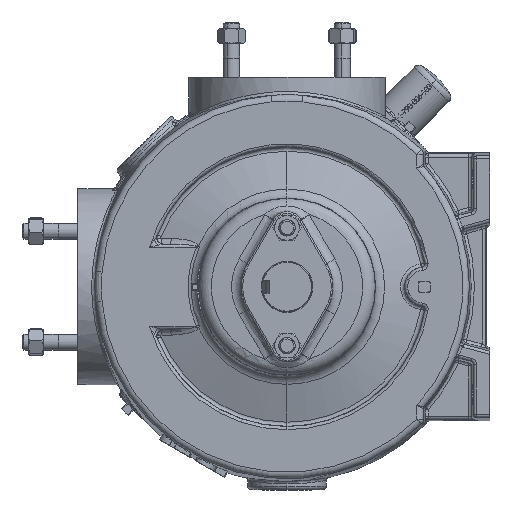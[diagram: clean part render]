
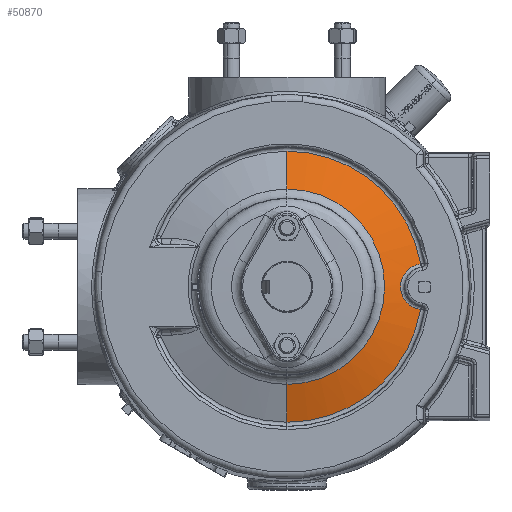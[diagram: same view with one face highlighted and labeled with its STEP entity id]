
A CAD part, left-side view. The second image highlights one B-rep face of the part: STEP entity #50870.
In plain terms, the highlighted conical face has half-angle 72 degrees and reference radius 131.558 mm.
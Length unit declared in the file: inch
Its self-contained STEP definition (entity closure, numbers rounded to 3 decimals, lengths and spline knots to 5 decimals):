
#894 = DIRECTION ( 'NONE',  ( 1., 0., 0. ) ) ;
#1727 = DIRECTION ( 'NONE',  ( 0.309, 0., 0.951 ) ) ;
#4265 = CARTESIAN_POINT ( 'NONE',  ( -6.70519, -4.76589, -0.75195 ) ) ;
#4869 = CARTESIAN_POINT ( 'NONE',  ( -6.85505, -4.35969, -0.18615 ) ) ;
#5050 = CARTESIAN_POINT ( 'NONE',  ( -7.06, 0., 0. ) ) ;
#5485 = CARTESIAN_POINT ( 'NONE',  ( -6.80175, -4.49956, 0.50519 ) ) ;
#5568 = ORIENTED_EDGE ( 'NONE', *, *, #34731, .F. ) ;
#9164 = LINE ( 'NONE', #169398, #42889 ) ;
#14981 = CIRCLE ( 'NONE', #168873, 5.17946 ) ;
#17608 = ORIENTED_EDGE ( 'NONE', *, *, #34992, .F. ) ;
#18682 = CARTESIAN_POINT ( 'NONE',  ( -6.75039, -4.6391, -0.65964 ) ) ;
#19289 = CARTESIAN_POINT ( 'NONE',  ( -6.86277, -4.33986, -0.05301 ) ) ;
#19464 = DIRECTION ( 'NONE',  ( 0., 0., -1. ) ) ;
#19927 = CARTESIAN_POINT ( 'NONE',  ( -6.76369, -4.60254, 0.62587 ) ) ;
#23530 = AXIS2_PLACEMENT_3D ( 'NONE', #154212, #68219, #168689 ) ;
#29267 = VERTEX_POINT ( 'NONE', #93978 ) ;
#31998 = LINE ( 'NONE', #173793, #175783 ) ;
#33138 = CARTESIAN_POINT ( 'NONE',  ( -6.78373, -4.54809, -0.56571 ) ) ;
#33762 = CARTESIAN_POINT ( 'NONE',  ( -6.8622, -4.34132, 0.05596 ) ) ;
#34381 = CARTESIAN_POINT ( 'NONE',  ( -6.72037, -4.72292, 0.72442 ) ) ;
#34731 = EDGE_CURVE ( 'NONE', #96427, #101249, #31998, .T. ) ;
#34992 = EDGE_CURVE ( 'NONE', #98136, #29267, #132877, .T. ) ;
#42889 = VECTOR ( 'NONE', #155567, 39.37008 ) ;
#47001 = CARTESIAN_POINT ( 'NONE',  ( -6.62362, -5.00395, -0.85142 ) ) ;
#47609 = CARTESIAN_POINT ( 'NONE',  ( -6.80179, -4.49951, -0.50306 ) ) ;
#48215 = CARTESIAN_POINT ( 'NONE',  ( -6.85869, -4.35033, 0.13658 ) ) ;
#48821 = CARTESIAN_POINT ( 'NONE',  ( -6.6728, -4.85901, 0.80072 ) ) ;
#50870 = ADVANCED_FACE ( 'NONE', ( #52622 ), #144810, .T. ) ;
#51913 = EDGE_CURVE ( 'NONE', #96427, #111633, #88409, .T. ) ;
#52622 = FACE_OUTER_BOUND ( 'NONE', #134813, .T. ) ;
#56228 = EDGE_CURVE ( 'NONE', #111633, #29267, #9164, .T. ) ;
#61404 = CARTESIAN_POINT ( 'NONE',  ( -6.58996, -5.10592, -0.8697 ) ) ;
#62023 = CARTESIAN_POINT ( 'NONE',  ( -6.82332, -4.44232, -0.41286 ) ) ;
#62637 = CARTESIAN_POINT ( 'NONE',  ( -6.84707, -4.38029, 0.26725 ) ) ;
#63262 = CARTESIAN_POINT ( 'NONE',  ( -6.6235, -5.00431, 0.85147 ) ) ;
#68219 = DIRECTION ( 'NONE',  ( 1., 0., 0. ) ) ;
#70209 = AXIS2_PLACEMENT_3D ( 'NONE', #5050, #105525, #19464 ) ;
#75449 = CARTESIAN_POINT ( 'NONE',  ( -6.58996, 0., 0. ) ) ;
#75854 = CARTESIAN_POINT ( 'NONE',  ( -6.65698, -4.90534, -0.81878 ) ) ;
#76459 = CARTESIAN_POINT ( 'NONE',  ( -6.84356, -4.38943, -0.29034 ) ) ;
#77056 = CARTESIAN_POINT ( 'NONE',  ( -6.8315, -4.4209, 0.36735 ) ) ;
#77680 = CARTESIAN_POINT ( 'NONE',  ( -6.58996, -5.10592, 0.8697 ) ) ;
#77988 = EDGE_CURVE ( 'NONE', #98136, #152856, #87451, .T. ) ;
#86849 = CARTESIAN_POINT ( 'NONE',  ( -6.58996, 0., 0. ) ) ;
#87451 = B_SPLINE_CURVE_WITH_KNOTS ( 'NONE', 3,
 ( #61404, #147476, #47001, #161875, #75854, #176347, #90209, #4265, #104761, #18682, #119252, #33138, #133615, #47609, #148082, #62023, #162488, #76459, #176959, #90831, #4869, #105357, #19289, #119873, #33762, #134232, #48215, #148705, #62637, #163112, #77056, #177580, #91445, #5485, #105971, #19927, #120492, #34381, #134859, #48821, #149307, #63262, #163708, #77680 ),
 .UNSPECIFIED., .F., .F.,
 ( 4, 2, 2, 2, 2, 2, 2, 2, 2, 2, 2, 2, 2, 2, 2, 2, 2, 2, 2, 2, 2, 4 ),
 ( 0., 0.00414, 0.00622, 0.00829, 0.01243, 0.01658, 0.01865, 0.02072, 0.02487, 0.02694, 0.02901, 0.03316, 0.03523, 0.0373, 0.04145, 0.04352, 0.04559, 0.04974, 0.05388, 0.05803, 0.06217, 0.06632 ),
 .UNSPECIFIED. ) ;
#88409 = CIRCLE ( 'NONE', #70209, 3.73283 ) ;
#88511 = CARTESIAN_POINT ( 'NONE',  ( -7.06, 0., -3.73283 ) ) ;
#88866 = CARTESIAN_POINT ( 'NONE',  ( -7.06, 0., 3.73283 ) ) ;
#90209 = CARTESIAN_POINT ( 'NONE',  ( -6.68137, -4.83437, -0.78788 ) ) ;
#90831 = CARTESIAN_POINT ( 'NONE',  ( -6.85265, -4.36588, -0.21248 ) ) ;
#91445 = CARTESIAN_POINT ( 'NONE',  ( -6.81749, -4.45777, 0.438 ) ) ;
#93978 = CARTESIAN_POINT ( 'NONE',  ( -6.58996, 0., -5.17946 ) ) ;
#96427 = VERTEX_POINT ( 'NONE', #88866 ) ;
#98136 = VERTEX_POINT ( 'NONE', #117104 ) ;
#101249 = VERTEX_POINT ( 'NONE', #110785 ) ;
#101372 = DIRECTION ( 'NONE',  ( 0., 0., -1. ) ) ;
#103113 = DIRECTION ( 'NONE',  ( 1., 0., 0. ) ) ;
#103310 = ORIENTED_EDGE ( 'NONE', *, *, #51913, .T. ) ;
#104761 = CARTESIAN_POINT ( 'NONE',  ( -6.72062, -4.72223, -0.72401 ) ) ;
#105357 = CARTESIAN_POINT ( 'NONE',  ( -6.86082, -4.34484, -0.10668 ) ) ;
#105525 = DIRECTION ( 'NONE',  ( 1., 0., 0. ) ) ;
#105971 = CARTESIAN_POINT ( 'NONE',  ( -6.78989, -4.53132, 0.5473 ) ) ;
#110785 = CARTESIAN_POINT ( 'NONE',  ( -6.58996, 0., 5.17946 ) ) ;
#111633 = VERTEX_POINT ( 'NONE', #88511 ) ;
#117104 = CARTESIAN_POINT ( 'NONE',  ( -6.58996, -5.10592, -0.8697 ) ) ;
#117986 = ORIENTED_EDGE ( 'NONE', *, *, #56228, .T. ) ;
#119252 = CARTESIAN_POINT ( 'NONE',  ( -6.76434, -4.60077, -0.62408 ) ) ;
#119873 = CARTESIAN_POINT ( 'NONE',  ( -6.86272, -4.33998, 0.02853 ) ) ;
#120492 = CARTESIAN_POINT ( 'NONE',  ( -6.74973, -4.64093, 0.66117 ) ) ;
#126774 = EDGE_CURVE ( 'NONE', #101249, #152856, #14981, .T. ) ;
#132877 = CIRCLE ( 'NONE', #23530, 5.17946 ) ;
#133615 = CARTESIAN_POINT ( 'NONE',  ( -6.78993, -4.53134, -0.54542 ) ) ;
#134232 = CARTESIAN_POINT ( 'NONE',  ( -6.86018, -4.3465, 0.10991 ) ) ;
#134813 = EDGE_LOOP ( 'NONE', ( #5568, #103310, #117986, #17608, #139101, #181393 ) ) ;
#134859 = CARTESIAN_POINT ( 'NONE',  ( -6.70496, -4.76653, 0.75237 ) ) ;
#139101 = ORIENTED_EDGE ( 'NONE', *, *, #77988, .T. ) ;
#141206 = CARTESIAN_POINT ( 'NONE',  ( -6.58996, -5.10592, 0.8697 ) ) ;
#144810 = CONICAL_SURFACE ( 'NONE', #151832, 5.17946, 1.257 ) ;
#147476 = CARTESIAN_POINT ( 'NONE',  ( -6.60683, -5.05443, -0.86277 ) ) ;
#148082 = CARTESIAN_POINT ( 'NONE',  ( -6.80747, -4.48437, -0.4809 ) ) ;
#148705 = CARTESIAN_POINT ( 'NONE',  ( -6.85283, -4.36543, 0.21569 ) ) ;
#149307 = CARTESIAN_POINT ( 'NONE',  ( -6.65649, -4.90659, 0.82044 ) ) ;
#151832 = AXIS2_PLACEMENT_3D ( 'NONE', #75449, #103113, #162084 ) ;
#152856 = VERTEX_POINT ( 'NONE', #141206 ) ;
#154212 = CARTESIAN_POINT ( 'NONE',  ( -6.58996, 0., 0. ) ) ;
#155567 = DIRECTION ( 'NONE',  ( 0.309, 0., -0.951 ) ) ;
#161875 = CARTESIAN_POINT ( 'NONE',  ( -6.64867, -4.92975, -0.82776 ) ) ;
#162084 = DIRECTION ( 'NONE',  ( 0., 0., -1. ) ) ;
#162488 = CARTESIAN_POINT ( 'NONE',  ( -6.83238, -4.41856, -0.36524 ) ) ;
#163112 = CARTESIAN_POINT ( 'NONE',  ( -6.8357, -4.40992, 0.3428 ) ) ;
#163708 = CARTESIAN_POINT ( 'NONE',  ( -6.60682, -5.05445, 0.86278 ) ) ;
#168689 = DIRECTION ( 'NONE',  ( 0., 0., -1. ) ) ;
#168873 = AXIS2_PLACEMENT_3D ( 'NONE', #86849, #894, #101372 ) ;
#169398 = CARTESIAN_POINT ( 'NONE',  ( -6.58996, 0., -5.17946 ) ) ;
#173793 = CARTESIAN_POINT ( 'NONE',  ( -6.58996, 0., 5.17946 ) ) ;
#175783 = VECTOR ( 'NONE', #1727, 39.37008 ) ;
#176347 = CARTESIAN_POINT ( 'NONE',  ( -6.67331, -4.85769, -0.79885 ) ) ;
#176959 = CARTESIAN_POINT ( 'NONE',  ( -6.84688, -4.38081, -0.26477 ) ) ;
#177580 = CARTESIAN_POINT ( 'NONE',  ( -6.8224, -4.44481, 0.41492 ) ) ;
#181393 = ORIENTED_EDGE ( 'NONE', *, *, #126774, .F. ) ;
